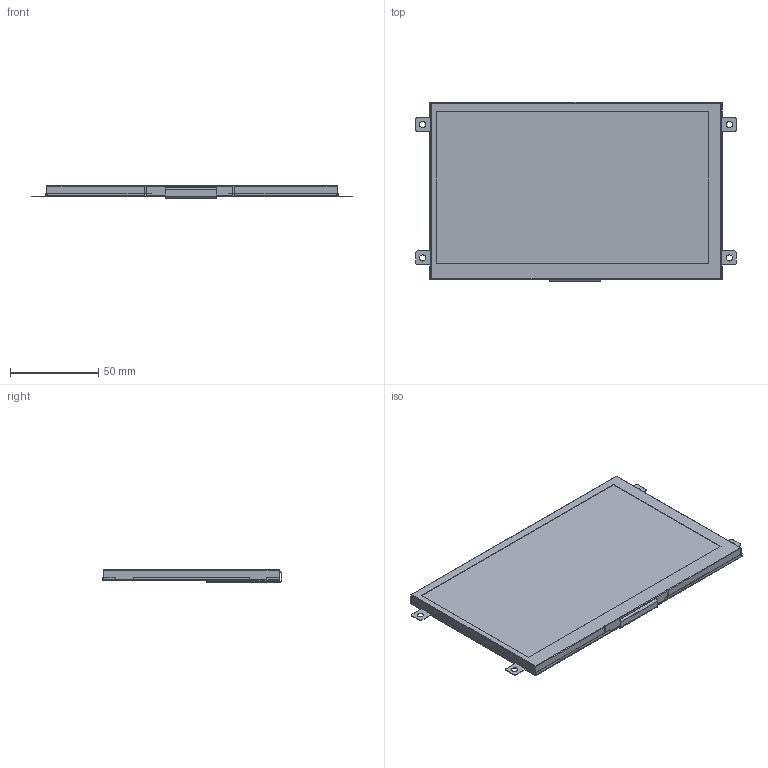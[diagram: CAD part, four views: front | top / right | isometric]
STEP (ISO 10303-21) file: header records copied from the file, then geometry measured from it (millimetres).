
FILE_DESCRIPTION(/* description */ (''),/* implementation_level */ '2;1');
FILE_NAME(/* name */ 'STANDARD 7''''RVT70HSLFWN00_Rev.1.0.stp',/* time_stamp */ '2020-09-22T08:38:30+02:00',/* author */ ('Mateusz Natywa'),/* organization */ (''),/* preprocessor_version */ 'ST-DEVELOPER v17',/* originating_system */ 'Autodesk Inventor 2019',/* authorisation */ '');
FILE_SCHEMA (('AUTOMOTIVE_DESIGN { 1 0 10303 214 3 1 1 }'));
Length unit declared in the file: millimetre
Products named in the file (7): RVT70HSTFWN00_Rev.1.0; FRAME; FRAME_1; DST; TFT; DISP; FPC
Assembly tree (6 placements, depth 3):
  RVT70HSTFWN00_Rev.1.0
    FRAME
      FRAME_1
      DST
    TFT
      DISP
      FPC
Bounding box: 181.6 x 101.5 x 6.97 mm (x, y, z)
Volume: 98913.1 mm3; surface area: 104553.1 mm2
Topology: 4 solids, 4 shells, 385 faces, 1120 edges, 740 vertices
Faces by surface type: plane 287, cylinder 94, bspline 4
Full cylindrical faces by diameter (mm): 3.5 x4
Entity records: 13045 total; most frequent: CARTESIAN_POINT 2402, ORIENTED_EDGE 2232, DIRECTION 2084, EDGE_CURVE 1116, LINE 928, VECTOR 928, VERTEX_POINT 740, AXIS2_PLACEMENT_3D 578
